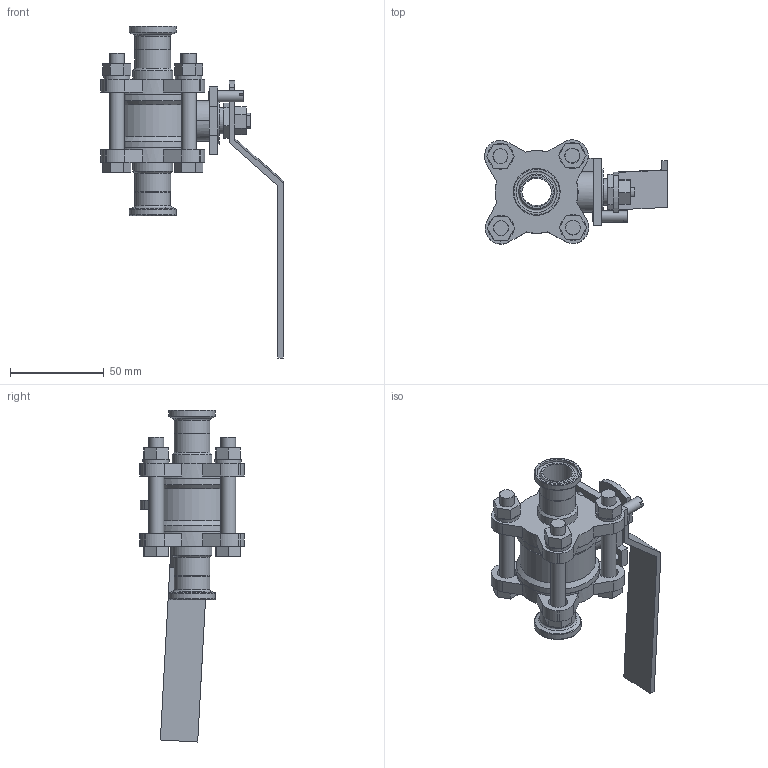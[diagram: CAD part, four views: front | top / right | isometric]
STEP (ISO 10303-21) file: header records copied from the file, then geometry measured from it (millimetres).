
FILE_DESCRIPTION(/* description */ (''),/* implementation_level */ '2;1');
FILE_NAME(/* name */ 'BLV2C-.75.stp',/* time_stamp */ '2024-03-28T12:04:52-04:00',/* author */ ('ken'),/* organization */ (''),/* preprocessor_version */ 'ST-DEVELOPER v20',/* originating_system */ 'Autodesk Inventor 2024',/* authorisation */ '');
FILE_SCHEMA (('AUTOMOTIVE_DESIGN { 1 0 10303 214 3 1 1 }'));
Length unit declared in the file: inch
Products named in the file (18): BLV2C-.75; BLV2W-.75-BALL; BLV2W-.75-BODY; BLV2W-.75-BODYNUT; BLV2W-.75-HANDLEPIN; BLV2W-.75-STEM; BLV2W-.75-STEMNUT; BLV2W-.75-STEMRING; BLV2W-.75-STEMWASHER; BLV2W-.75-FLANGE; BLV2W-.75-FLANGE_1; BLV2W-.75-SEAT; BLV2W-.75-SEATRING; BLV2W-.75-BOLT; BLV2W-.75-NUT; BLV2W-.75-WASHER; BLV2W-.75-HANDLE; 14WMP-.75
Assembly tree (29 placements, depth 2):
  BLV2C-.75
    BLV2W-.75-BALL
    BLV2W-.75-BODY
    BLV2W-.75-BODYNUT
    BLV2W-.75-HANDLEPIN
    BLV2W-.75-STEM
    BLV2W-.75-STEMNUT
    BLV2W-.75-STEMRING
    BLV2W-.75-STEMWASHER
    BLV2W-.75-FLANGE
    BLV2W-.75-SEAT  x2
    BLV2W-.75-SEATRING  x2
    BLV2W-.75-FLANGE_1
    BLV2W-.75-BOLT  x4
    BLV2W-.75-NUT  x4
    BLV2W-.75-WASHER  x4
    BLV2W-.75-HANDLE
    14WMP-.75  x2
Bounding box: 97.5 x 55.55 x 177.01 mm (x, y, z)
Volume: 105734.2 mm3; surface area: 69822.1 mm2
Topology: 29 solids, 29 shells, 329 faces, 788 edges, 521 vertices
Faces by surface type: plane 195, cylinder 111, torus 12, cone 8, sphere 3
Full cylindrical faces by diameter (mm): 5 x5, 5.994 x1, 7.823 x4, 8 x5, 8.407 x4, 8.433 x1, 9.398 x1, 9.474 x1, 9.601 x1, 10.033 x1, 10.16 x9, 12.624 x1, 12.7 x1, 12.827 x1, 12.954 x1, 13.589 x1, 13.716 x4, 14.097 x1, 15.748 x2, 15.875 x2, 16.002 x1, 19.05 x2, 19.101 x2, 21.26 x2, 21.895 x2, 24.943 x1, 24.994 x2, 34.874 x2, 35.103 x3, 38.354 x4
Entity records: 8149 total; most frequent: CARTESIAN_POINT 1427, DIRECTION 1382, ORIENTED_EDGE 1176, EDGE_CURVE 588, AXIS2_PLACEMENT_3D 532, VERTEX_POINT 389, LINE 318, VECTOR 318
